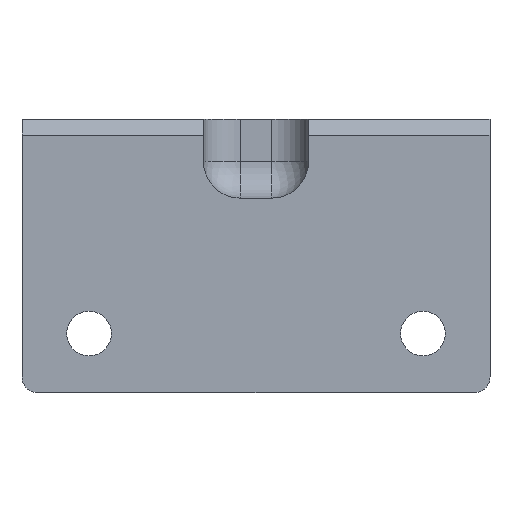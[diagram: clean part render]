
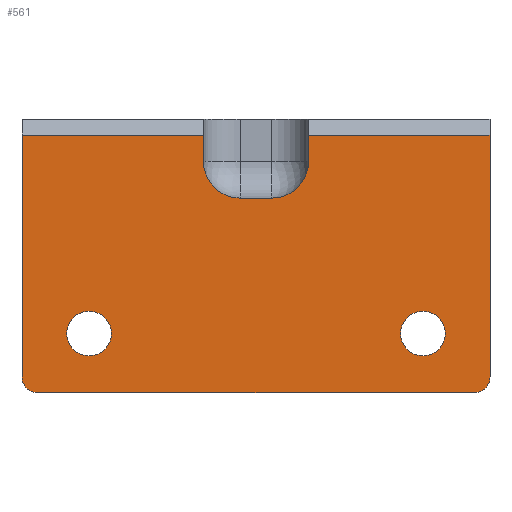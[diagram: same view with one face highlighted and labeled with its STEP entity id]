
A CAD part, left-side view. The second image highlights one B-rep face of the part: STEP entity #561.
In plain terms, the highlighted planar face has unit normal (-1, 0, 0).
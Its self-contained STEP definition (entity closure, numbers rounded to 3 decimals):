
#21=FACE_BOUND('',#218,.T.);
#22=FACE_BOUND('',#219,.T.);
#34=PLANE('',#631);
#49=LINE('',#847,#101);
#54=LINE('',#856,#106);
#55=LINE('',#858,#107);
#61=LINE('',#879,#113);
#64=LINE('',#884,#116);
#75=LINE('',#925,#127);
#87=LINE('',#954,#139);
#88=LINE('',#955,#140);
#101=VECTOR('',#686,10.);
#106=VECTOR('',#693,10.);
#107=VECTOR('',#696,10.);
#113=VECTOR('',#714,10.);
#116=VECTOR('',#719,10.);
#127=VECTOR('',#762,10.);
#139=VECTOR('',#792,10.);
#140=VECTOR('',#793,10.);
#181=FACE_OUTER_BOUND('',#217,.T.);
#217=EDGE_LOOP('',(#503,#504,#505,#506,#507,#508,#509,#510,#511,#512,#513,
#514));
#218=EDGE_LOOP('',(#515));
#219=EDGE_LOOP('',(#516));
#231=CIRCLE('',#592,7.);
#232=CIRCLE('',#595,7.);
#240=CIRCLE('',#613,4.25);
#242=CIRCLE('',#616,4.25);
#244=CIRCLE('',#619,3.);
#248=CIRCLE('',#630,3.);
#259=VERTEX_POINT('',#829);
#260=VERTEX_POINT('',#830);
#261=VERTEX_POINT('',#838);
#262=VERTEX_POINT('',#839);
#263=VERTEX_POINT('',#846);
#266=VERTEX_POINT('',#854);
#275=VERTEX_POINT('',#878);
#276=VERTEX_POINT('',#882);
#280=VERTEX_POINT('',#896);
#282=VERTEX_POINT('',#902);
#285=VERTEX_POINT('',#909);
#286=VERTEX_POINT('',#911);
#297=VERTEX_POINT('',#948);
#298=VERTEX_POINT('',#950);
#311=EDGE_CURVE('',#259,#260,#231,.T.);
#316=EDGE_CURVE('',#261,#262,#232,.T.);
#320=EDGE_CURVE('',#263,#262,#49,.T.);
#325=EDGE_CURVE('',#259,#266,#54,.T.);
#326=EDGE_CURVE('',#261,#260,#55,.T.);
#336=EDGE_CURVE('',#263,#275,#61,.T.);
#339=EDGE_CURVE('',#276,#266,#64,.T.);
#346=EDGE_CURVE('',#280,#280,#240,.T.);
#349=EDGE_CURVE('',#282,#282,#242,.T.);
#352=EDGE_CURVE('',#285,#286,#244,.T.);
#359=EDGE_CURVE('',#276,#286,#75,.T.);
#372=EDGE_CURVE('',#297,#298,#248,.T.);
#374=EDGE_CURVE('',#285,#298,#87,.T.);
#375=EDGE_CURVE('',#297,#275,#88,.T.);
#503=ORIENTED_EDGE('',*,*,#325,.T.);
#504=ORIENTED_EDGE('',*,*,#339,.F.);
#505=ORIENTED_EDGE('',*,*,#359,.T.);
#506=ORIENTED_EDGE('',*,*,#352,.F.);
#507=ORIENTED_EDGE('',*,*,#374,.T.);
#508=ORIENTED_EDGE('',*,*,#372,.F.);
#509=ORIENTED_EDGE('',*,*,#375,.T.);
#510=ORIENTED_EDGE('',*,*,#336,.F.);
#511=ORIENTED_EDGE('',*,*,#320,.T.);
#512=ORIENTED_EDGE('',*,*,#316,.F.);
#513=ORIENTED_EDGE('',*,*,#326,.T.);
#514=ORIENTED_EDGE('',*,*,#311,.F.);
#515=ORIENTED_EDGE('',*,*,#346,.T.);
#516=ORIENTED_EDGE('',*,*,#349,.T.);
#561=ADVANCED_FACE('',(#181,#21,#22),#34,.F.);
#592=AXIS2_PLACEMENT_3D('',#831,#667,#668);
#595=AXIS2_PLACEMENT_3D('',#840,#677,#678);
#613=AXIS2_PLACEMENT_3D('',#898,#735,#736);
#616=AXIS2_PLACEMENT_3D('',#904,#742,#743);
#619=AXIS2_PLACEMENT_3D('',#912,#749,#750);
#630=AXIS2_PLACEMENT_3D('',#951,#787,#788);
#631=AXIS2_PLACEMENT_3D('',#953,#790,#791);
#667=DIRECTION('center_axis',(-1.,0.,0.));
#668=DIRECTION('ref_axis',(0.,0.707,-0.707));
#677=DIRECTION('center_axis',(-1.,0.,0.));
#678=DIRECTION('ref_axis',(0.,-0.707,-0.707));
#686=DIRECTION('',(0.,0.,-1.));
#693=DIRECTION('',(0.,0.,1.));
#696=DIRECTION('',(0.,1.,0.));
#714=DIRECTION('',(0.,-1.,0.));
#719=DIRECTION('',(0.,-1.,0.));
#735=DIRECTION('center_axis',(1.,0.,0.));
#736=DIRECTION('ref_axis',(0.,1.,0.));
#742=DIRECTION('center_axis',(1.,0.,0.));
#743=DIRECTION('ref_axis',(0.,1.,0.));
#749=DIRECTION('center_axis',(1.,0.,0.));
#750=DIRECTION('ref_axis',(0.,0.707,-0.707));
#762=DIRECTION('',(0.,0.,-1.));
#787=DIRECTION('center_axis',(1.,0.,0.));
#788=DIRECTION('ref_axis',(0.,-0.707,-0.707));
#790=DIRECTION('center_axis',(1.,0.,0.));
#791=DIRECTION('ref_axis',(0.,1.,0.));
#792=DIRECTION('',(0.,-1.,0.));
#793=DIRECTION('',(0.,0.,1.));
#829=CARTESIAN_POINT('',(0.,29.5,17.));
#830=CARTESIAN_POINT('',(0.,22.5,10.));
#831=CARTESIAN_POINT('Origin',(0.,22.5,17.));
#838=CARTESIAN_POINT('',(0.,16.5,10.));
#839=CARTESIAN_POINT('',(0.,9.5,17.));
#840=CARTESIAN_POINT('Origin',(0.,16.5,17.));
#846=CARTESIAN_POINT('',(0.,9.5,22.));
#847=CARTESIAN_POINT('',(0.,9.5,12.));
#854=CARTESIAN_POINT('',(0.,29.5,22.));
#856=CARTESIAN_POINT('',(0.,29.5,12.));
#858=CARTESIAN_POINT('',(0.,19.5,10.));
#878=CARTESIAN_POINT('',(0.,-25.,22.));
#879=CARTESIAN_POINT('',(0.,41.75,22.));
#882=CARTESIAN_POINT('',(0.,64.,22.));
#884=CARTESIAN_POINT('',(0.,41.75,22.));
#896=CARTESIAN_POINT('',(0.,-16.5,-15.75));
#898=CARTESIAN_POINT('Origin',(0.,-12.25,-15.75));
#902=CARTESIAN_POINT('',(0.,47.,-15.75));
#904=CARTESIAN_POINT('Origin',(0.,51.25,-15.75));
#909=CARTESIAN_POINT('',(0.,61.,-27.));
#911=CARTESIAN_POINT('',(0.,64.,-24.));
#912=CARTESIAN_POINT('Origin',(0.,61.,-24.));
#925=CARTESIAN_POINT('',(0.,64.,25.));
#948=CARTESIAN_POINT('',(0.,-25.,-24.));
#950=CARTESIAN_POINT('',(0.,-22.,-27.));
#951=CARTESIAN_POINT('Origin',(0.,-22.,-24.));
#953=CARTESIAN_POINT('Origin',(0.,19.5,-1.));
#954=CARTESIAN_POINT('',(0.,64.,-27.));
#955=CARTESIAN_POINT('',(0.,-25.,-27.));
